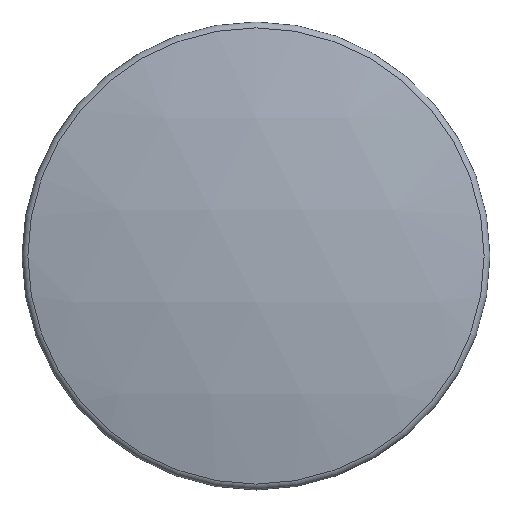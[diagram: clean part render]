
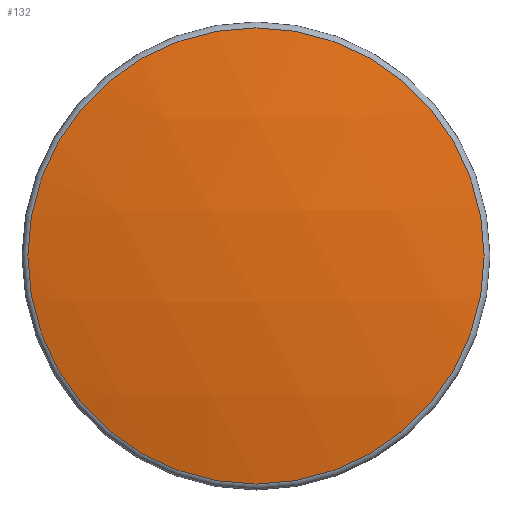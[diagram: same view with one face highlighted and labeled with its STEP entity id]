
A CAD part, top view. The second image highlights one B-rep face of the part: STEP entity #132.
In plain terms, the highlighted spherical face has radius 1455 mm.
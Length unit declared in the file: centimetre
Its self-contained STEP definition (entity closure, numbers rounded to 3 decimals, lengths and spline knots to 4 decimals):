
#30=FACE_OUTER_BOUND('',#39,.T.);
#39=EDGE_LOOP('',(#94));
#49=CIRCLE('',#144,30.7111);
#64=VERTEX_POINT('',#222);
#76=EDGE_CURVE('',#64,#64,#49,.T.);
#94=ORIENTED_EDGE('',*,*,#76,.F.);
#130=SPHERICAL_SURFACE('',#143,145.5);
#132=ADVANCED_FACE('',(#30),#130,.T.);
#143=AXIS2_PLACEMENT_3D('',#221,#169,#170);
#144=AXIS2_PLACEMENT_3D('',#223,#171,#172);
#169=DIRECTION('center_axis',(0.,-1.,0.));
#170=DIRECTION('ref_axis',(1.,0.,0.));
#171=DIRECTION('center_axis',(0.,0.,-1.));
#172=DIRECTION('ref_axis',(1.,0.,0.));
#221=CARTESIAN_POINT('Origin',(0.,0.,
-106.));
#222=CARTESIAN_POINT('',(0.,-30.7111,36.2219));
#223=CARTESIAN_POINT('Origin',(0.,0.,36.2219));
